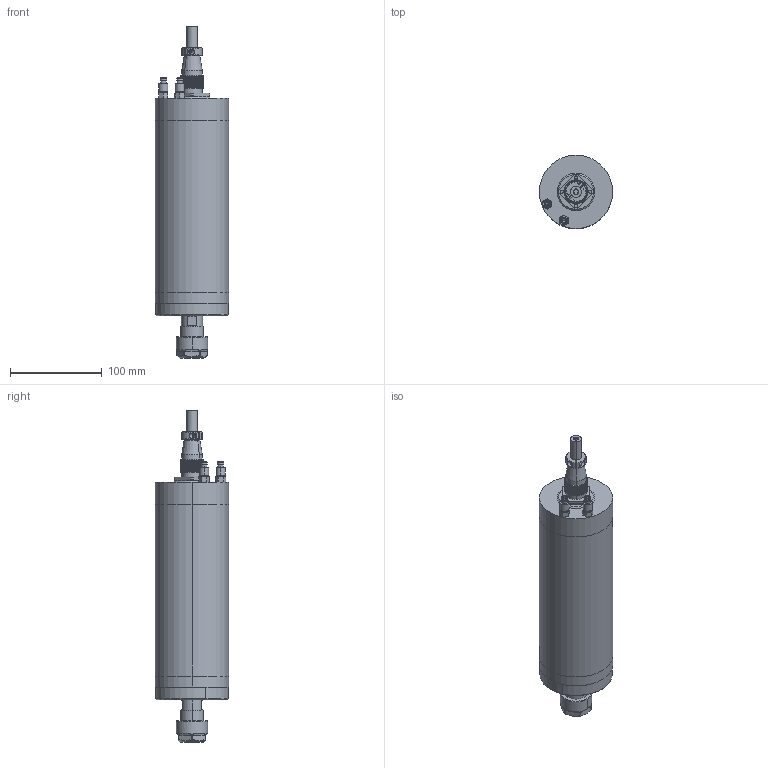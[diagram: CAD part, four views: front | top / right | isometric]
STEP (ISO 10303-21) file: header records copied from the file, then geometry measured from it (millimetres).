
FILE_DESCRIPTION (( 'STEP AP214' ), '1' );
FILE_NAME ('GDZ-23.STEP', '2024-08-01T01:46:04', ( '00' ), ( '' ), 'SwSTEP 2.0', 'SolidWorks 2018', '' );
FILE_SCHEMA (( 'AUTOMOTIVE_DESIGN' ));
Length unit declared in the file: millimetre
Products named in the file (13): GDZ23粣創釱; YX20-4瑤脣釱; YX20-4瑤脣; GDZ23滅鳥欶; YX20-4瑤脣芛; GDZ23; GBT823_M3℅10; 阨郲30.5-(M8); ER20 粟俶芠標_1; ER20蹟簽_1; GDZ-23; GDZ17堤盄釱; GDZ23粣芛
Assembly tree (14 placements, depth 3):
  GDZ-23
    GDZ23
    GDZ17堤盄釱
    GDZ23滅鳥欶
    GDZ23粣創釱
    GDZ23粣芛
    ER20 粟俶芠標_1
    ER20蹟簽_1
    阨郲30.5-(M8)  x2
    YX20-4瑤脣
      YX20-4瑤脣釱
      YX20-4瑤脣芛
      GBT823_M3℅10  x2
Bounding box: 80 x 80 x 362.3 mm (x, y, z)
Volume: 1240528.6 mm3; surface area: 135456.8 mm2
Topology: 18 solids, 18 shells, 3205 faces, 7930 edges, 5227 vertices
Faces by surface type: plane 1316, cone 1041, cylinder 806, torus 21, sphere 12, bspline 9
Entity records: 101094 total; most frequent: CARTESIAN_POINT 24928, ORIENTED_EDGE 15564, DIRECTION 14578, EDGE_CURVE 7782, AXIS2_PLACEMENT_3D 5907, VERTEX_POINT 5157, EDGE_LOOP 3687, FACE_OUTER_BOUND 3152
